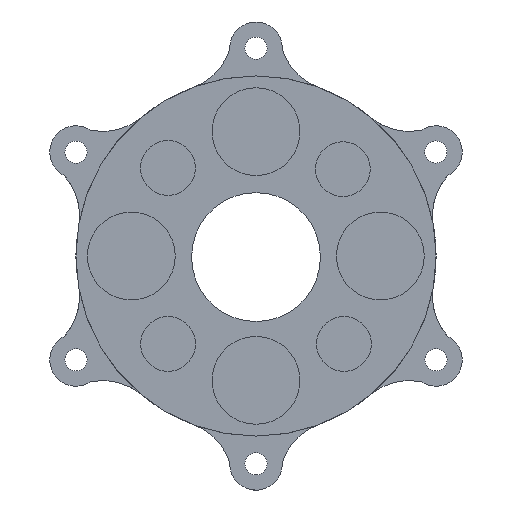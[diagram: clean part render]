
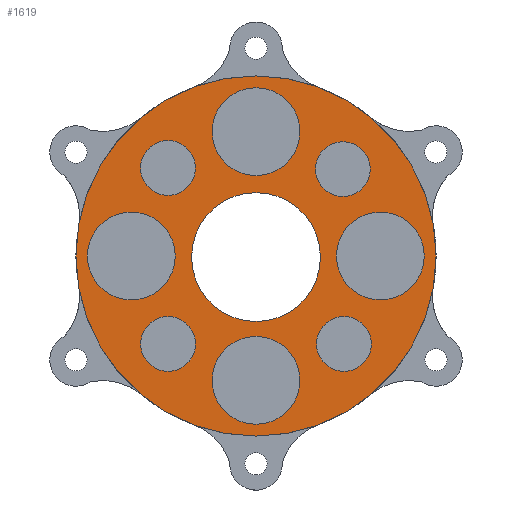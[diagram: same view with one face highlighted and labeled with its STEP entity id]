
A CAD part, front view. The second image highlights one B-rep face of the part: STEP entity #1619.
In plain terms, the highlighted planar face has unit normal (0, -1, 0).
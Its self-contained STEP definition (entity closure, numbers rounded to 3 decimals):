
#29=FACE_BOUND('',#288,.T.);
#30=FACE_BOUND('',#289,.T.);
#31=FACE_BOUND('',#290,.T.);
#32=FACE_BOUND('',#291,.T.);
#33=FACE_BOUND('',#292,.T.);
#34=FACE_BOUND('',#293,.T.);
#35=FACE_BOUND('',#294,.T.);
#36=FACE_BOUND('',#295,.T.);
#37=FACE_BOUND('',#296,.T.);
#67=PLANE('',#1861);
#185=FACE_OUTER_BOUND('',#287,.T.);
#287=EDGE_LOOP('',(#1375,#1376));
#288=EDGE_LOOP('',(#1377,#1378));
#289=EDGE_LOOP('',(#1379,#1380));
#290=EDGE_LOOP('',(#1381,#1382));
#291=EDGE_LOOP('',(#1383,#1384));
#292=EDGE_LOOP('',(#1385,#1386));
#293=EDGE_LOOP('',(#1387,#1388));
#294=EDGE_LOOP('',(#1389,#1390));
#295=EDGE_LOOP('',(#1391,#1392));
#296=EDGE_LOOP('',(#1393,#1394));
#519=CIRCLE('',#1790,65.);
#520=CIRCLE('',#1791,65.);
#522=CIRCLE('',#1794,9.9);
#523=CIRCLE('',#1795,9.9);
#526=CIRCLE('',#1800,9.9);
#527=CIRCLE('',#1801,9.9);
#530=CIRCLE('',#1806,9.9);
#531=CIRCLE('',#1807,9.9);
#534=CIRCLE('',#1812,9.9);
#535=CIRCLE('',#1813,9.9);
#540=CIRCLE('',#1820,15.85);
#541=CIRCLE('',#1821,15.85);
#544=CIRCLE('',#1826,15.85);
#545=CIRCLE('',#1827,15.85);
#548=CIRCLE('',#1832,15.85);
#549=CIRCLE('',#1833,15.85);
#552=CIRCLE('',#1838,15.85);
#553=CIRCLE('',#1839,15.85);
#561=CIRCLE('',#1852,23.25);
#562=CIRCLE('',#1853,23.25);
#674=VERTEX_POINT('',#2970);
#675=VERTEX_POINT('',#2972);
#676=VERTEX_POINT('',#2977);
#677=VERTEX_POINT('',#2978);
#680=VERTEX_POINT('',#2988);
#681=VERTEX_POINT('',#2989);
#684=VERTEX_POINT('',#2999);
#685=VERTEX_POINT('',#3000);
#688=VERTEX_POINT('',#3010);
#689=VERTEX_POINT('',#3011);
#694=VERTEX_POINT('',#3025);
#695=VERTEX_POINT('',#3027);
#698=VERTEX_POINT('',#3036);
#699=VERTEX_POINT('',#3038);
#702=VERTEX_POINT('',#3047);
#703=VERTEX_POINT('',#3049);
#706=VERTEX_POINT('',#3058);
#707=VERTEX_POINT('',#3060);
#712=VERTEX_POINT('',#3079);
#713=VERTEX_POINT('',#3080);
#886=EDGE_CURVE('',#674,#675,#519,.T.);
#887=EDGE_CURVE('',#675,#674,#520,.T.);
#889=EDGE_CURVE('',#676,#677,#522,.T.);
#890=EDGE_CURVE('',#677,#676,#523,.T.);
#894=EDGE_CURVE('',#680,#681,#526,.T.);
#895=EDGE_CURVE('',#681,#680,#527,.T.);
#899=EDGE_CURVE('',#684,#685,#530,.T.);
#900=EDGE_CURVE('',#685,#684,#531,.T.);
#904=EDGE_CURVE('',#688,#689,#534,.T.);
#905=EDGE_CURVE('',#689,#688,#535,.T.);
#912=EDGE_CURVE('',#695,#694,#540,.T.);
#913=EDGE_CURVE('',#694,#695,#541,.T.);
#917=EDGE_CURVE('',#699,#698,#544,.T.);
#918=EDGE_CURVE('',#698,#699,#545,.T.);
#922=EDGE_CURVE('',#703,#702,#548,.T.);
#923=EDGE_CURVE('',#702,#703,#549,.T.);
#927=EDGE_CURVE('',#707,#706,#552,.T.);
#928=EDGE_CURVE('',#706,#707,#553,.T.);
#936=EDGE_CURVE('',#712,#713,#561,.T.);
#937=EDGE_CURVE('',#713,#712,#562,.T.);
#1375=ORIENTED_EDGE('',*,*,#887,.F.);
#1376=ORIENTED_EDGE('',*,*,#886,.F.);
#1377=ORIENTED_EDGE('',*,*,#889,.T.);
#1378=ORIENTED_EDGE('',*,*,#890,.T.);
#1379=ORIENTED_EDGE('',*,*,#894,.T.);
#1380=ORIENTED_EDGE('',*,*,#895,.T.);
#1381=ORIENTED_EDGE('',*,*,#899,.T.);
#1382=ORIENTED_EDGE('',*,*,#900,.T.);
#1383=ORIENTED_EDGE('',*,*,#904,.T.);
#1384=ORIENTED_EDGE('',*,*,#905,.T.);
#1385=ORIENTED_EDGE('',*,*,#912,.T.);
#1386=ORIENTED_EDGE('',*,*,#913,.T.);
#1387=ORIENTED_EDGE('',*,*,#917,.T.);
#1388=ORIENTED_EDGE('',*,*,#918,.T.);
#1389=ORIENTED_EDGE('',*,*,#922,.T.);
#1390=ORIENTED_EDGE('',*,*,#923,.T.);
#1391=ORIENTED_EDGE('',*,*,#927,.T.);
#1392=ORIENTED_EDGE('',*,*,#928,.T.);
#1393=ORIENTED_EDGE('',*,*,#936,.T.);
#1394=ORIENTED_EDGE('',*,*,#937,.T.);
#1619=ADVANCED_FACE('',(#185,#29,#30,#31,#32,#33,#34,#35,#36,#37),#67,.F.);
#1790=AXIS2_PLACEMENT_3D('',#2973,#2221,#2222);
#1791=AXIS2_PLACEMENT_3D('',#2974,#2223,#2224);
#1794=AXIS2_PLACEMENT_3D('',#2979,#2229,#2230);
#1795=AXIS2_PLACEMENT_3D('',#2980,#2231,#2232);
#1800=AXIS2_PLACEMENT_3D('',#2990,#2242,#2243);
#1801=AXIS2_PLACEMENT_3D('',#2991,#2244,#2245);
#1806=AXIS2_PLACEMENT_3D('',#3001,#2255,#2256);
#1807=AXIS2_PLACEMENT_3D('',#3002,#2257,#2258);
#1812=AXIS2_PLACEMENT_3D('',#3012,#2268,#2269);
#1813=AXIS2_PLACEMENT_3D('',#3013,#2270,#2271);
#1820=AXIS2_PLACEMENT_3D('',#3028,#2286,#2287);
#1821=AXIS2_PLACEMENT_3D('',#3029,#2288,#2289);
#1826=AXIS2_PLACEMENT_3D('',#3039,#2299,#2300);
#1827=AXIS2_PLACEMENT_3D('',#3040,#2301,#2302);
#1832=AXIS2_PLACEMENT_3D('',#3050,#2312,#2313);
#1833=AXIS2_PLACEMENT_3D('',#3051,#2314,#2315);
#1838=AXIS2_PLACEMENT_3D('',#3061,#2325,#2326);
#1839=AXIS2_PLACEMENT_3D('',#3062,#2327,#2328);
#1852=AXIS2_PLACEMENT_3D('',#3081,#2353,#2354);
#1853=AXIS2_PLACEMENT_3D('',#3082,#2355,#2356);
#1861=AXIS2_PLACEMENT_3D('',#3095,#2373,#2374);
#2221=DIRECTION('center_axis',(0.,1.,0.));
#2222=DIRECTION('ref_axis',(-1.,0.,0.));
#2223=DIRECTION('center_axis',(0.,1.,0.));
#2224=DIRECTION('ref_axis',(-1.,0.,0.));
#2229=DIRECTION('center_axis',(0.,1.,0.));
#2230=DIRECTION('ref_axis',(1.,0.,0.));
#2231=DIRECTION('center_axis',(0.,1.,0.));
#2232=DIRECTION('ref_axis',(1.,0.,0.));
#2242=DIRECTION('center_axis',(0.,1.,0.));
#2243=DIRECTION('ref_axis',(1.,0.,0.));
#2244=DIRECTION('center_axis',(0.,1.,0.));
#2245=DIRECTION('ref_axis',(1.,0.,0.));
#2255=DIRECTION('center_axis',(0.,1.,0.));
#2256=DIRECTION('ref_axis',(1.,0.,0.));
#2257=DIRECTION('center_axis',(0.,1.,0.));
#2258=DIRECTION('ref_axis',(1.,0.,0.));
#2268=DIRECTION('center_axis',(0.,1.,0.));
#2269=DIRECTION('ref_axis',(1.,0.,0.));
#2270=DIRECTION('center_axis',(0.,1.,0.));
#2271=DIRECTION('ref_axis',(1.,0.,0.));
#2286=DIRECTION('center_axis',(0.,1.,0.));
#2287=DIRECTION('ref_axis',(1.,0.,0.));
#2288=DIRECTION('center_axis',(0.,1.,0.));
#2289=DIRECTION('ref_axis',(1.,0.,0.));
#2299=DIRECTION('center_axis',(0.,1.,0.));
#2300=DIRECTION('ref_axis',(1.,0.,0.));
#2301=DIRECTION('center_axis',(0.,1.,0.));
#2302=DIRECTION('ref_axis',(1.,0.,0.));
#2312=DIRECTION('center_axis',(0.,1.,0.));
#2313=DIRECTION('ref_axis',(1.,0.,0.));
#2314=DIRECTION('center_axis',(0.,1.,0.));
#2315=DIRECTION('ref_axis',(1.,0.,0.));
#2325=DIRECTION('center_axis',(0.,1.,0.));
#2326=DIRECTION('ref_axis',(1.,0.,0.));
#2327=DIRECTION('center_axis',(0.,1.,0.));
#2328=DIRECTION('ref_axis',(1.,0.,0.));
#2353=DIRECTION('center_axis',(0.,1.,0.));
#2354=DIRECTION('ref_axis',(1.,0.,0.));
#2355=DIRECTION('center_axis',(0.,1.,0.));
#2356=DIRECTION('ref_axis',(1.,0.,0.));
#2373=DIRECTION('center_axis',(0.,1.,0.));
#2374=DIRECTION('ref_axis',(0.,0.,1.));
#2970=CARTESIAN_POINT('',(65.,0.,0.));
#2972=CARTESIAN_POINT('',(-65.,0.,0.));
#2973=CARTESIAN_POINT('Origin',(0.,0.,0.));
#2974=CARTESIAN_POINT('Origin',(0.,0.,0.));
#2977=CARTESIAN_POINT('',(-21.871,0.,31.771));
#2978=CARTESIAN_POINT('',(-41.671,0.,31.771));
#2979=CARTESIAN_POINT('Origin',(-31.771,0.,31.771));
#2980=CARTESIAN_POINT('Origin',(-31.771,0.,31.771));
#2988=CARTESIAN_POINT('',(-21.841,0.,-31.741));
#2989=CARTESIAN_POINT('',(-41.641,0.,-31.741));
#2990=CARTESIAN_POINT('Origin',(-31.741,0.,-31.741));
#2991=CARTESIAN_POINT('Origin',(-31.741,0.,-31.741));
#2999=CARTESIAN_POINT('',(41.258,0.,31.358));
#3000=CARTESIAN_POINT('',(21.458,0.,31.358));
#3001=CARTESIAN_POINT('Origin',(31.358,0.,31.358));
#3002=CARTESIAN_POINT('Origin',(31.358,0.,31.358));
#3010=CARTESIAN_POINT('',(41.641,0.,-31.741));
#3011=CARTESIAN_POINT('',(21.841,0.,-31.741));
#3012=CARTESIAN_POINT('Origin',(31.741,0.,-31.741));
#3013=CARTESIAN_POINT('Origin',(31.741,0.,-31.741));
#3025=CARTESIAN_POINT('',(29.039,0.,0.));
#3027=CARTESIAN_POINT('',(60.739,0.,0.));
#3028=CARTESIAN_POINT('Origin',(44.889,0.,0.));
#3029=CARTESIAN_POINT('Origin',(44.889,0.,0.));
#3036=CARTESIAN_POINT('',(-15.85,0.,-44.889));
#3038=CARTESIAN_POINT('',(15.85,0.,-44.889));
#3039=CARTESIAN_POINT('Origin',(0.,0.,-44.889));
#3040=CARTESIAN_POINT('Origin',(0.,0.,-44.889));
#3047=CARTESIAN_POINT('',(-60.85,0.,0.));
#3049=CARTESIAN_POINT('',(-29.15,0.,0.));
#3050=CARTESIAN_POINT('Origin',(-45.,0.,0.));
#3051=CARTESIAN_POINT('Origin',(-45.,0.,0.));
#3058=CARTESIAN_POINT('',(-15.85,0.,44.889));
#3060=CARTESIAN_POINT('',(15.85,0.,44.889));
#3061=CARTESIAN_POINT('Origin',(0.,0.,44.889));
#3062=CARTESIAN_POINT('Origin',(0.,0.,44.889));
#3079=CARTESIAN_POINT('',(23.25,0.,-0.395));
#3080=CARTESIAN_POINT('',(-23.25,0.,-0.395));
#3081=CARTESIAN_POINT('Origin',(0.,0.,-0.395));
#3082=CARTESIAN_POINT('Origin',(0.,0.,-0.395));
#3095=CARTESIAN_POINT('Origin',(0.,0.,0.));
